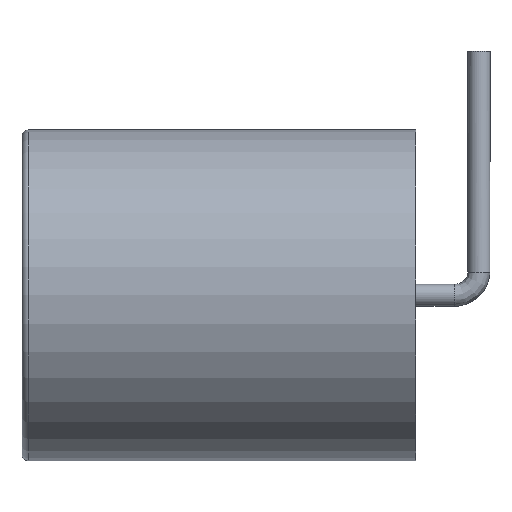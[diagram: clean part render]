
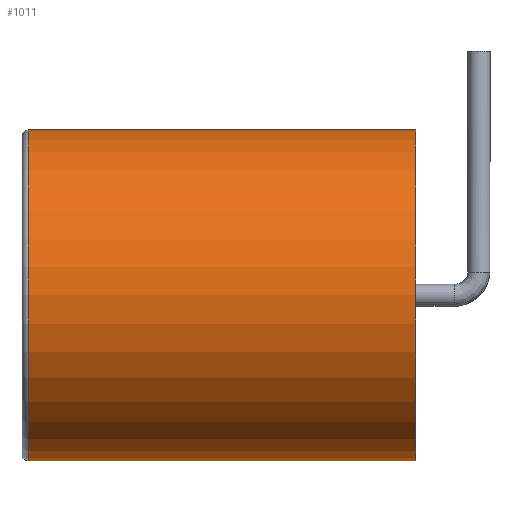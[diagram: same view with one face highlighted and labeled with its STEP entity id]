
A CAD part, left-side view. The second image highlights one B-rep face of the part: STEP entity #1011.
In plain terms, the highlighted cylindrical face has radius 5.25 mm (diameter 10.5 mm), a partial arc.
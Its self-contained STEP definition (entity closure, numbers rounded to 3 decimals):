
#15 = EDGE_CURVE ( 'NONE', #782, #1194, #625, .T. ) ;
#22 = EDGE_LOOP ( 'NONE', ( #36, #570, #809, #723 ) ) ;
#36 = ORIENTED_EDGE ( 'NONE', *, *, #1246, .F. ) ;
#42 = CARTESIAN_POINT ( 'NONE',  ( 0., 0., 0. ) ) ;
#125 = DIRECTION ( 'NONE',  ( 0., -1., 0. ) ) ;
#153 = CARTESIAN_POINT ( 'NONE',  ( 0., 12.5, 5.25 ) ) ;
#223 = CARTESIAN_POINT ( 'NONE',  ( 0., 12.5, 0. ) ) ;
#228 = CARTESIAN_POINT ( 'NONE',  ( 0., 12.5, -5.25 ) ) ;
#229 = VERTEX_POINT ( 'NONE', #500 ) ;
#239 = AXIS2_PLACEMENT_3D ( 'NONE', #223, #125, #985 ) ;
#255 = DIRECTION ( 'NONE',  ( 0., 0., 1. ) ) ;
#309 = VERTEX_POINT ( 'NONE', #457 ) ;
#325 = DIRECTION ( 'NONE',  ( 0., 0., 1. ) ) ;
#413 = CIRCLE ( 'NONE', #891, 5.25 ) ;
#456 = CARTESIAN_POINT ( 'NONE',  ( 0., 12.3, -5.25 ) ) ;
#457 = CARTESIAN_POINT ( 'NONE',  ( 0., 12.3, 5.25 ) ) ;
#474 = CYLINDRICAL_SURFACE ( 'NONE', #239, 5.25 ) ;
#500 = CARTESIAN_POINT ( 'NONE',  ( 0., 0., 5.25 ) ) ;
#512 = DIRECTION ( 'NONE',  ( 0., 1., 0. ) ) ;
#558 = CARTESIAN_POINT ( 'NONE',  ( 0., 12.3, 0. ) ) ;
#568 = EDGE_CURVE ( 'NONE', #1194, #229, #1192, .T. ) ;
#570 = ORIENTED_EDGE ( 'NONE', *, *, #756, .T. ) ;
#576 = FACE_OUTER_BOUND ( 'NONE', #22, .T. ) ;
#625 = LINE ( 'NONE', #228, #659 ) ;
#659 = VECTOR ( 'NONE', #1201, 1000. ) ;
#689 = AXIS2_PLACEMENT_3D ( 'NONE', #42, #512, #325 ) ;
#702 = CARTESIAN_POINT ( 'NONE',  ( 0., 0., -5.25 ) ) ;
#723 = ORIENTED_EDGE ( 'NONE', *, *, #568, .T. ) ;
#730 = DIRECTION ( 'NONE',  ( 0., -1., 0. ) ) ;
#756 = EDGE_CURVE ( 'NONE', #309, #782, #413, .T. ) ;
#782 = VERTEX_POINT ( 'NONE', #456 ) ;
#809 = ORIENTED_EDGE ( 'NONE', *, *, #15, .T. ) ;
#891 = AXIS2_PLACEMENT_3D ( 'NONE', #558, #1031, #255 ) ;
#981 = LINE ( 'NONE', #153, #1056 ) ;
#985 = DIRECTION ( 'NONE',  ( 0., 0., -1. ) ) ;
#1011 = ADVANCED_FACE ( 'NONE', ( #576 ), #474, .T. ) ;
#1031 = DIRECTION ( 'NONE',  ( 0., -1., 0. ) ) ;
#1056 = VECTOR ( 'NONE', #730, 1000. ) ;
#1192 = CIRCLE ( 'NONE', #689, 5.25 ) ;
#1194 = VERTEX_POINT ( 'NONE', #702 ) ;
#1201 = DIRECTION ( 'NONE',  ( 0., -1., 0. ) ) ;
#1246 = EDGE_CURVE ( 'NONE', #309, #229, #981, .T. ) ;
